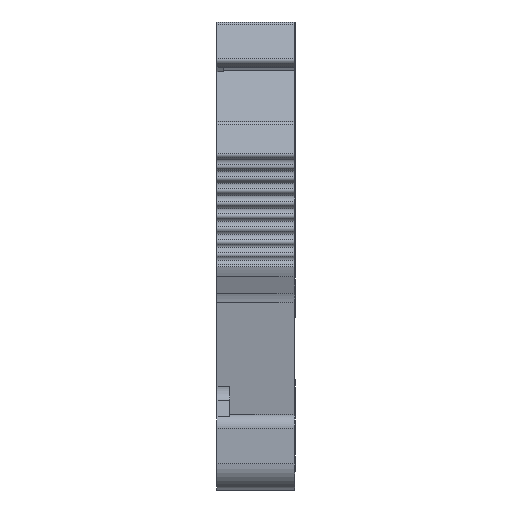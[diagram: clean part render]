
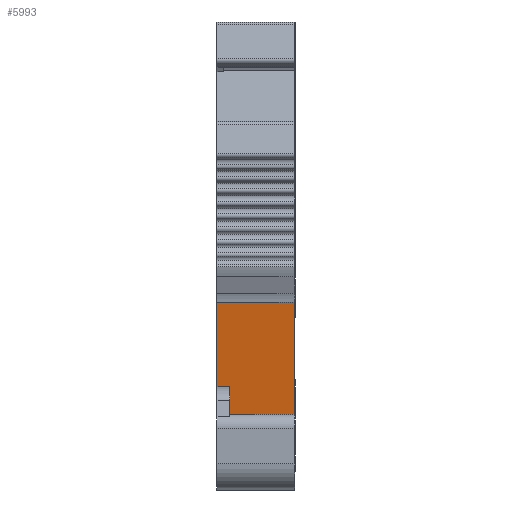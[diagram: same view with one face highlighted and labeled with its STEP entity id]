
A CAD part, left-side view. The second image highlights one B-rep face of the part: STEP entity #5993.
In plain terms, the highlighted planar face has unit normal (-0.986, 0, -0.168).
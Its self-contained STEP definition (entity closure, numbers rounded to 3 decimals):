
#1099=ORIENTED_EDGE('',*,*,#2478,.T.);
#1100=ORIENTED_EDGE('',*,*,#2897,.T.);
#1101=ORIENTED_EDGE('',*,*,#2898,.T.);
#1102=ORIENTED_EDGE('',*,*,#2681,.T.);
#1103=ORIENTED_EDGE('',*,*,#2899,.F.);
#1104=ORIENTED_EDGE('',*,*,#2900,.F.);
#2478=EDGE_CURVE('',#3422,#3421,#4042,.T.);
#2681=EDGE_CURVE('',#3609,#3610,#4148,.T.);
#2897=EDGE_CURVE('',#3421,#3780,#4252,.F.);
#2898=EDGE_CURVE('',#3780,#3609,#4253,.T.);
#2899=EDGE_CURVE('',#3781,#3610,#4254,.T.);
#2900=EDGE_CURVE('',#3422,#3781,#4255,.T.);
#3421=VERTEX_POINT('',#8804);
#3422=VERTEX_POINT('',#8806);
#3609=VERTEX_POINT('',#9211);
#3610=VERTEX_POINT('',#9213);
#3780=VERTEX_POINT('',#10155);
#3781=VERTEX_POINT('',#10158);
#4042=LINE('',#8805,#4607);
#4148=LINE('',#9214,#4713);
#4252=LINE('',#10154,#4817);
#4253=LINE('',#10156,#4818);
#4254=LINE('',#10157,#4819);
#4255=LINE('',#10159,#4820);
#4607=VECTOR('',#6956,1000.);
#4713=VECTOR('',#7290,1000.);
#4817=VECTOR('',#7620,1000.);
#4818=VECTOR('',#7621,1000.);
#4819=VECTOR('',#7622,1000.);
#4820=VECTOR('',#7623,1000.);
#5216=EDGE_LOOP('',(#1099,#1100,#1101,#1102,#1103,#1104));
#5530=FACE_BOUND('',#5216,.T.);
#5816=PLANE('',#6506);
#5993=ADVANCED_FACE('',(#5530),#5816,.T.);
#6506=AXIS2_PLACEMENT_3D('',#10153,#7618,#7619);
#6956=DIRECTION('',(0.168,0.,-0.986));
#7290=DIRECTION('',(0.,-1.,0.));
#7618=DIRECTION('',(-0.986,0.,-0.168));
#7619=DIRECTION('',(-0.168,0.,0.986));
#7620=DIRECTION('',(0.,1.,0.));
#7621=DIRECTION('',(0.168,0.,-0.986));
#7622=DIRECTION('',(0.168,0.,-0.986));
#7623=DIRECTION('',(0.,-1.,0.));
#8804=CARTESIAN_POINT('',(-24.726,3.4,-9.966));
#8805=CARTESIAN_POINT('',(-25.679,3.4,-4.375));
#8806=CARTESIAN_POINT('',(-25.835,3.4,-3.457));
#9211=CARTESIAN_POINT('',(-23.884,2.4,-14.908));
#9213=CARTESIAN_POINT('',(-23.884,-2.6,-14.908));
#9214=CARTESIAN_POINT('',(-23.884,-2.6,-14.908));
#10153=CARTESIAN_POINT('',(-25.835,47.224,-3.457));
#10154=CARTESIAN_POINT('',(-24.726,2.4,-9.966));
#10155=CARTESIAN_POINT('',(-24.726,2.4,-9.966));
#10156=CARTESIAN_POINT('',(-24.609,2.4,-10.652));
#10157=CARTESIAN_POINT('',(-25.835,-2.6,-3.457));
#10158=CARTESIAN_POINT('',(-25.835,-2.6,-3.457));
#10159=CARTESIAN_POINT('',(-25.835,47.224,-3.457));
